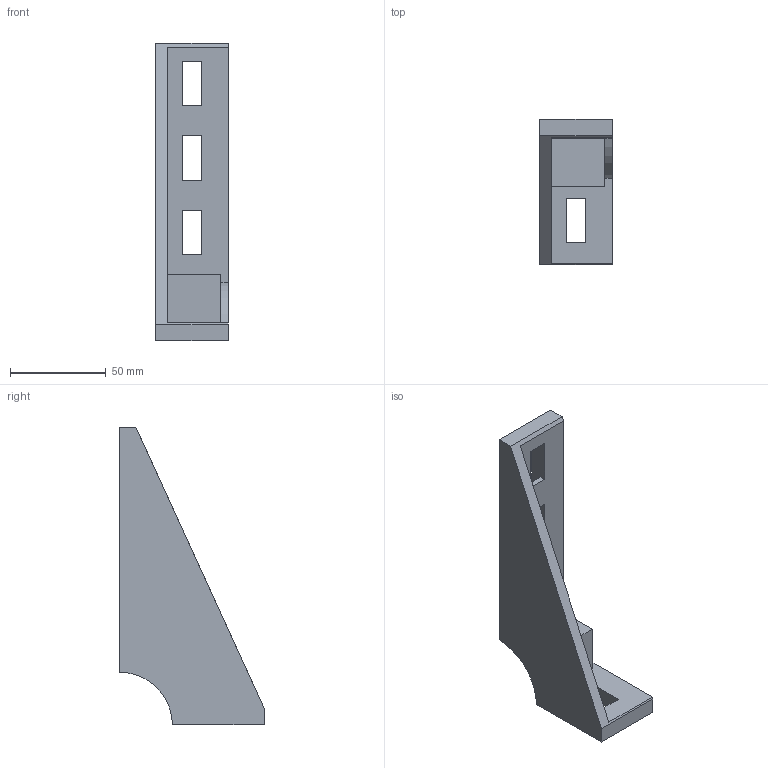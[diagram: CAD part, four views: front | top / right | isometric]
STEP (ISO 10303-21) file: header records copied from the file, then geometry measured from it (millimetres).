
FILE_DESCRIPTION(('STEP AP214'),'1');
FILE_NAME('cctmp_E5DF7CF8-31CF-4A27-9BB8-3D7615FFFF23_2020_2_11_17_6_35_825..stp','2020-02-11T16:06:35',('Bosch Rexroth AG'),('CADClick - www.CADClick.com'),'Spatial InterOp 3D',' ','unknown authorization - (Healing Option Enabled)');
FILE_SCHEMA(('AUTOMOTIVE_DESIGN'));
Length unit declared in the file: millimetre
Products named in the file (1): 2020_02_11__17-06-35-824
Bounding box: 38 x 75.5 x 155.5 mm (x, y, z)
Volume: 94914.7 mm3; surface area: 29834 mm2
Topology: 1 solids, 1 shells, 36 faces, 102 edges, 68 vertices
Faces by surface type: plane 34, cylinder 2
Entity records: 1478 total; most frequent: CARTESIAN_POINT 207, ORIENTED_EDGE 204, DIRECTION 180, EDGE_CURVE 102, LINE 98, VECTOR 98, VERTEX_POINT 68, EDGE_LOOP 44
